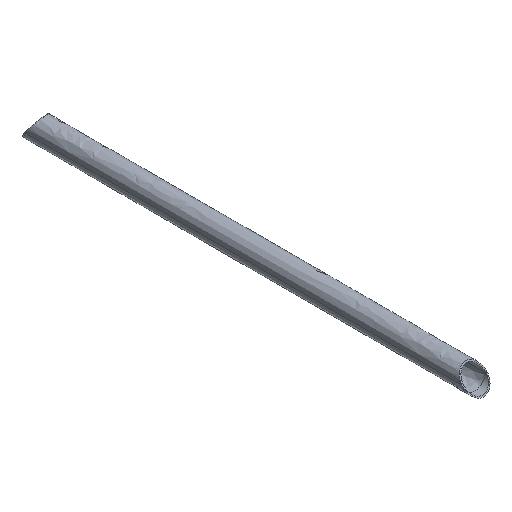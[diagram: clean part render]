
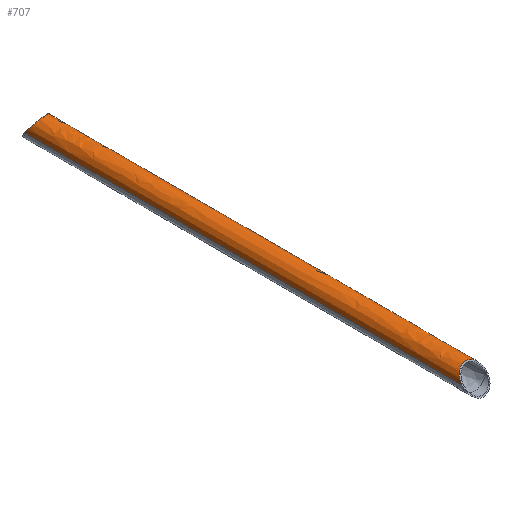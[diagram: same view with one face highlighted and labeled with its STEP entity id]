
A CAD part, isometric view. The second image highlights one B-rep face of the part: STEP entity #707.
In plain terms, the highlighted free-form (B-spline) face has degree [5, 4] with [6, 5] control points.
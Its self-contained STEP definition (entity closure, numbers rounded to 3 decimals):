
#61=CARTESIAN_POINT('Vertex',(-1600.,-280.,-64.52)) ;
#66=CARTESIAN_POINT('Axis2P3D Location',(-1615.,-280.,-64.52)) ;
#70=CARTESIAN_POINT('Vertex',(-1600.129,-280.,-62.557)) ;
#294=CARTESIAN_POINT('Vertex',(-1600.,280.,-64.52)) ;
#441=CARTESIAN_POINT('Control Point',(-1630.,278.602,-64.52)) ;
#442=CARTESIAN_POINT('Control Point',(-1630.,277.735,-63.293)) ;
#443=CARTESIAN_POINT('Control Point',(-1629.875,276.869,-62.051)) ;
#444=CARTESIAN_POINT('Control Point',(-1629.617,276.014,-60.806)) ;
#445=CARTESIAN_POINT('Control Point',(-1628.939,274.582,-58.69)) ;
#446=CARTESIAN_POINT('Control Point',(-1627.833,273.254,-56.664)) ;
#447=CARTESIAN_POINT('Control Point',(-1627.295,272.723,-55.842)) ;
#448=CARTESIAN_POINT('Control Point',(-1626.139,271.784,-54.36)) ;
#449=CARTESIAN_POINT('Control Point',(-1624.708,270.978,-53.03)) ;
#450=CARTESIAN_POINT('Control Point',(-1623.98,270.636,-52.45)) ;
#451=CARTESIAN_POINT('Control Point',(-1622.492,270.065,-51.446)) ;
#452=CARTESIAN_POINT('Control Point',(-1620.822,269.662,-50.654)) ;
#453=CARTESIAN_POINT('Control Point',(-1619.997,269.514,-50.335)) ;
#454=CARTESIAN_POINT('Control Point',(-1618.124,269.287,-49.767)) ;
#455=CARTESIAN_POINT('Control Point',(-1616.163,269.286,-49.507)) ;
#456=CARTESIAN_POINT('Control Point',(-1615.087,269.355,-49.463)) ;
#457=CARTESIAN_POINT('Control Point',(-1613.361,269.576,-49.547)) ;
#458=CARTESIAN_POINT('Control Point',(-1611.701,269.956,-49.866)) ;
#459=CARTESIAN_POINT('Control Point',(-1611.079,270.123,-50.021)) ;
#460=CARTESIAN_POINT('Control Point',(-1609.482,270.616,-50.508)) ;
#461=CARTESIAN_POINT('Control Point',(-1608.008,271.237,-51.193)) ;
#462=CARTESIAN_POINT('Control Point',(-1607.149,271.664,-51.683)) ;
#463=CARTESIAN_POINT('Control Point',(-1605.102,272.842,-53.081)) ;
#464=CARTESIAN_POINT('Control Point',(-1603.454,274.201,-54.787)) ;
#465=CARTESIAN_POINT('Control Point',(-1602.601,275.074,-55.91)) ;
#466=CARTESIAN_POINT('Control Point',(-1601.428,276.579,-57.885)) ;
#467=CARTESIAN_POINT('Control Point',(-1600.663,278.128,-59.978)) ;
#468=CARTESIAN_POINT('Control Point',(-1600.421,278.753,-60.831)) ;
#469=CARTESIAN_POINT('Control Point',(-1600.243,279.378,-61.692)) ;
#470=CARTESIAN_POINT('Control Point',(-1600.129,280.,-62.557)) ;
#471=CARTESIAN_POINT('Vertex',(-1630.,278.602,-64.52)) ;
#473=CARTESIAN_POINT('Vertex',(-1600.129,280.,-62.557)) ;
#505=CARTESIAN_POINT('Axis2P3D Location',(-1615.,280.,-64.52)) ;
#548=CARTESIAN_POINT('Control Point',(-1600.,-280.,-64.52)) ;
#549=CARTESIAN_POINT('Control Point',(-1600.,-168.,-64.52)) ;
#550=CARTESIAN_POINT('Control Point',(-1600.,-55.998,-64.52)) ;
#551=CARTESIAN_POINT('Control Point',(-1600.,56.,-64.52)) ;
#552=CARTESIAN_POINT('Control Point',(-1600.,168.,-64.52)) ;
#553=CARTESIAN_POINT('Control Point',(-1600.,280.,-64.52)) ;
#569=CARTESIAN_POINT('Vertex',(-1630.,-278.602,-64.52)) ;
#573=CARTESIAN_POINT('Control Point',(-1630.,-278.602,-64.52)) ;
#574=CARTESIAN_POINT('Control Point',(-1630.,-167.161,-64.52)) ;
#575=CARTESIAN_POINT('Control Point',(-1630.,-55.718,-64.52)) ;
#576=CARTESIAN_POINT('Control Point',(-1630.,55.72,-64.52)) ;
#577=CARTESIAN_POINT('Control Point',(-1630.,167.161,-64.52)) ;
#578=CARTESIAN_POINT('Control Point',(-1630.,278.602,-64.52)) ;
#595=CARTESIAN_POINT('Control Point',(-1630.,-278.602,-64.52)) ;
#596=CARTESIAN_POINT('Control Point',(-1630.,-277.735,-63.293)) ;
#597=CARTESIAN_POINT('Control Point',(-1629.875,-276.869,-62.051)) ;
#598=CARTESIAN_POINT('Control Point',(-1629.617,-276.014,-60.806)) ;
#599=CARTESIAN_POINT('Control Point',(-1628.939,-274.582,-58.69)) ;
#600=CARTESIAN_POINT('Control Point',(-1627.833,-273.254,-56.664)) ;
#601=CARTESIAN_POINT('Control Point',(-1627.295,-272.723,-55.842)) ;
#602=CARTESIAN_POINT('Control Point',(-1626.139,-271.784,-54.36)) ;
#603=CARTESIAN_POINT('Control Point',(-1624.708,-270.978,-53.03)) ;
#604=CARTESIAN_POINT('Control Point',(-1623.98,-270.636,-52.45)) ;
#605=CARTESIAN_POINT('Control Point',(-1622.492,-270.065,-51.446)) ;
#606=CARTESIAN_POINT('Control Point',(-1620.822,-269.662,-50.654)) ;
#607=CARTESIAN_POINT('Control Point',(-1619.997,-269.514,-50.335)) ;
#608=CARTESIAN_POINT('Control Point',(-1618.124,-269.287,-49.767)) ;
#609=CARTESIAN_POINT('Control Point',(-1616.163,-269.286,-49.507)) ;
#610=CARTESIAN_POINT('Control Point',(-1615.087,-269.355,-49.463)) ;
#611=CARTESIAN_POINT('Control Point',(-1613.361,-269.576,-49.547)) ;
#612=CARTESIAN_POINT('Control Point',(-1611.701,-269.956,-49.866)) ;
#613=CARTESIAN_POINT('Control Point',(-1611.079,-270.123,-50.021)) ;
#614=CARTESIAN_POINT('Control Point',(-1609.482,-270.616,-50.508)) ;
#615=CARTESIAN_POINT('Control Point',(-1608.008,-271.237,-51.193)) ;
#616=CARTESIAN_POINT('Control Point',(-1607.149,-271.664,-51.683)) ;
#617=CARTESIAN_POINT('Control Point',(-1605.102,-272.842,-53.081)) ;
#618=CARTESIAN_POINT('Control Point',(-1603.454,-274.201,-54.787)) ;
#619=CARTESIAN_POINT('Control Point',(-1602.601,-275.074,-55.91)) ;
#620=CARTESIAN_POINT('Control Point',(-1601.428,-276.579,-57.885)) ;
#621=CARTESIAN_POINT('Control Point',(-1600.663,-278.128,-59.978)) ;
#622=CARTESIAN_POINT('Control Point',(-1600.421,-278.753,-60.831)) ;
#623=CARTESIAN_POINT('Control Point',(-1600.243,-279.378,-61.692)) ;
#624=CARTESIAN_POINT('Control Point',(-1600.129,-280.,-62.557)) ;
#669=CARTESIAN_POINT('Control Point',(-1630.,-280.,-64.52)) ;
#670=CARTESIAN_POINT('Control Point',(-1630.,-280.,-49.52)) ;
#671=CARTESIAN_POINT('Control Point',(-1615.,-280.,-42.02)) ;
#672=CARTESIAN_POINT('Control Point',(-1600.,-280.,-49.52)) ;
#673=CARTESIAN_POINT('Control Point',(-1600.,-280.,-64.52)) ;
#674=CARTESIAN_POINT('Control Point',(-1630.,-168.,-64.52)) ;
#675=CARTESIAN_POINT('Control Point',(-1630.,-168.,-49.52)) ;
#676=CARTESIAN_POINT('Control Point',(-1615.,-168.,-42.02)) ;
#677=CARTESIAN_POINT('Control Point',(-1600.,-168.,-49.52)) ;
#678=CARTESIAN_POINT('Control Point',(-1600.,-168.,-64.52)) ;
#679=CARTESIAN_POINT('Control Point',(-1630.,-55.998,-64.52)) ;
#680=CARTESIAN_POINT('Control Point',(-1630.,-55.998,-49.52)) ;
#681=CARTESIAN_POINT('Control Point',(-1615.,-55.998,-42.02)) ;
#682=CARTESIAN_POINT('Control Point',(-1600.,-55.998,-49.52)) ;
#683=CARTESIAN_POINT('Control Point',(-1600.,-55.998,-64.52)) ;
#684=CARTESIAN_POINT('Control Point',(-1630.,56.,-64.52)) ;
#685=CARTESIAN_POINT('Control Point',(-1630.,56.,-49.52)) ;
#686=CARTESIAN_POINT('Control Point',(-1615.,56.,-42.02)) ;
#687=CARTESIAN_POINT('Control Point',(-1600.,56.,-49.52)) ;
#688=CARTESIAN_POINT('Control Point',(-1600.,56.,-64.52)) ;
#689=CARTESIAN_POINT('Control Point',(-1630.,168.,-64.52)) ;
#690=CARTESIAN_POINT('Control Point',(-1630.,168.,-49.52)) ;
#691=CARTESIAN_POINT('Control Point',(-1615.,168.,-42.02)) ;
#692=CARTESIAN_POINT('Control Point',(-1600.,168.,-49.52)) ;
#693=CARTESIAN_POINT('Control Point',(-1600.,168.,-64.52)) ;
#694=CARTESIAN_POINT('Control Point',(-1630.,280.,-64.52)) ;
#695=CARTESIAN_POINT('Control Point',(-1630.,280.,-49.52)) ;
#696=CARTESIAN_POINT('Control Point',(-1615.,280.,-42.02)) ;
#697=CARTESIAN_POINT('Control Point',(-1600.,280.,-49.52)) ;
#698=CARTESIAN_POINT('Control Point',(-1600.,280.,-64.52)) ;
#67=DIRECTION('Axis2P3D Direction',(0.,1.,0.)) ;
#506=DIRECTION('Axis2P3D Direction',(0.,1.,0.)) ;
#68=AXIS2_PLACEMENT_3D('Circle Axis2P3D',#66,#67,$) ;
#507=AXIS2_PLACEMENT_3D('Circle Axis2P3D',#505,#506,$) ;
#700=ORIENTED_EDGE('',*,*,#475,.F.) ;
#701=ORIENTED_EDGE('',*,*,#579,.F.) ;
#702=ORIENTED_EDGE('',*,*,#625,.T.) ;
#703=ORIENTED_EDGE('',*,*,#72,.T.) ;
#704=ORIENTED_EDGE('',*,*,#554,.T.) ;
#705=ORIENTED_EDGE('',*,*,#509,.F.) ;
#707=ADVANCED_FACE('Corps principal',(#706),#668,.F.) ;
#440=B_SPLINE_CURVE_WITH_KNOTS('',5,(#441,#442,#443,#444,#445,#446,#447,#448,#449,#450,#451,#452,#453,#454,#455,#456,#457,#458,#459,#460,#461,#462,#463,#464,#465,#466,#467,#468,#469,#470),.UNSPECIFIED.,.F.,.U.,(6,3,3,3,3,3,3,3,3,6),(0.,11.029,18.918,25.818,31.994,39.371,43.935,51.402,63.037,70.827),.UNSPECIFIED.) ;
#594=B_SPLINE_CURVE_WITH_KNOTS('',5,(#595,#596,#597,#598,#599,#600,#601,#602,#603,#604,#605,#606,#607,#608,#609,#610,#611,#612,#613,#614,#615,#616,#617,#618,#619,#620,#621,#622,#623,#624),.UNSPECIFIED.,.F.,.U.,(6,3,3,3,3,3,3,3,3,6),(0.,11.029,18.918,25.818,31.994,39.371,43.935,51.402,63.037,70.827),.UNSPECIFIED.) ;
#69=CIRCLE('generated circle',#68,15.) ;
#508=CIRCLE('generated circle',#507,15.) ;
#72=EDGE_CURVE('',#71,#62,#69,.T.) ;
#475=EDGE_CURVE('',#472,#474,#440,.T.) ;
#509=EDGE_CURVE('',#474,#295,#508,.T.) ;
#554=EDGE_CURVE('',#62,#295,#547,.T.) ;
#579=EDGE_CURVE('',#570,#472,#572,.T.) ;
#625=EDGE_CURVE('',#570,#71,#594,.T.) ;
#699=EDGE_LOOP('',(#700,#701,#702,#703,#704,#705)) ;
#706=FACE_OUTER_BOUND('',#699,.T.) ;
#62=VERTEX_POINT('',#61) ;
#71=VERTEX_POINT('',#70) ;
#295=VERTEX_POINT('',#294) ;
#472=VERTEX_POINT('',#471) ;
#474=VERTEX_POINT('',#473) ;
#570=VERTEX_POINT('',#569) ;
#547=(BOUNDED_CURVE()B_SPLINE_CURVE(5,(#548,#549,#550,#551,#552,#553),.UNSPECIFIED.,.F.,.U.)B_SPLINE_CURVE_WITH_KNOTS((6,6),(0.,560.),.UNSPECIFIED.)CURVE()GEOMETRIC_REPRESENTATION_ITEM()RATIONAL_B_SPLINE_CURVE((1.,1.,1.,1.,1.,1.))REPRESENTATION_ITEM('')) ;
#572=(BOUNDED_CURVE()B_SPLINE_CURVE(5,(#573,#574,#575,#576,#577,#578),.UNSPECIFIED.,.F.,.U.)B_SPLINE_CURVE_WITH_KNOTS((6,6),(1.398,558.602),.UNSPECIFIED.)CURVE()GEOMETRIC_REPRESENTATION_ITEM()RATIONAL_B_SPLINE_CURVE((1.,1.,1.,1.,1.,1.))REPRESENTATION_ITEM('')) ;
#668=(BOUNDED_SURFACE()B_SPLINE_SURFACE(5,4,((#669,#670,#671,#672,#673),(#674,#675,#676,#677,#678),(#679,#680,#681,#682,#683),(#684,#685,#686,#687,#688),(#689,#690,#691,#692,#693),(#694,#695,#696,#697,#698)),.UNSPECIFIED.,.F.,.F.,.U.)B_SPLINE_SURFACE_WITH_KNOTS((6,6),(5,5),(0.,560.),(47.124,94.248),.UNSPECIFIED.)GEOMETRIC_REPRESENTATION_ITEM()RATIONAL_B_SPLINE_SURFACE(((1.,0.707,0.667,0.707,1.),(1.,0.707,0.667,0.707,1.),(1.,0.707,0.667,0.707,1.),(1.,0.707,0.667,0.707,1.),(1.,0.707,0.667,0.707,1.),(1.,0.707,0.667,0.707,1.)))REPRESENTATION_ITEM('Rational BSpline Surface')SURFACE()) ;
